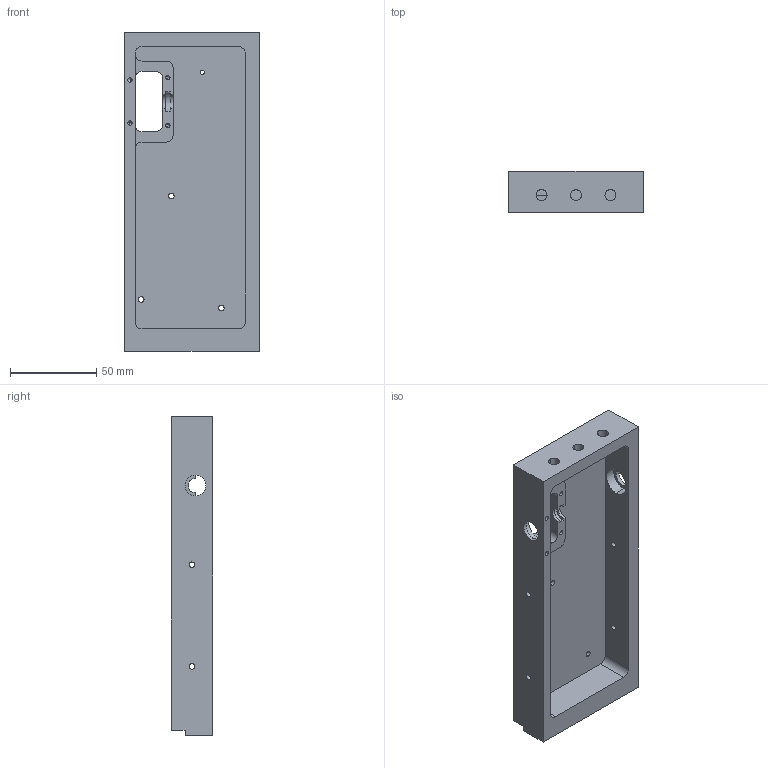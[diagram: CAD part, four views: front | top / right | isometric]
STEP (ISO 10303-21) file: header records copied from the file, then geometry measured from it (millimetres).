
FILE_DESCRIPTION (( 'STEP AP203' ), '1' );
FILE_NAME ('EXXON_USI_22_Aa.STEP', '2020-09-18T15:50:38', ( '' ), ( '' ), 'SwSTEP 2.0', 'SolidWorks 2020', '' );
FILE_SCHEMA (( 'CONFIG_CONTROL_DESIGN' ));
Length unit declared in the file: millimetre
Products named in the file (1): EXXON_USI_22_Aa
Bounding box: 78 x 24 x 185 mm (x, y, z)
Volume: 142188.8 mm3; surface area: 52631.8 mm2
Topology: 1 solids, 1 shells, 132 faces, 354 edges, 211 vertices
Faces by surface type: cylinder 77, cone 30, plane 25
Entity records: 4075 total; most frequent: DIRECTION 744, CARTESIAN_POINT 668, ORIENTED_EDGE 648, EDGE_CURVE 324, AXIS2_PLACEMENT_3D 287, VERTEX_POINT 211, EDGE_LOOP 177, VECTOR 170
